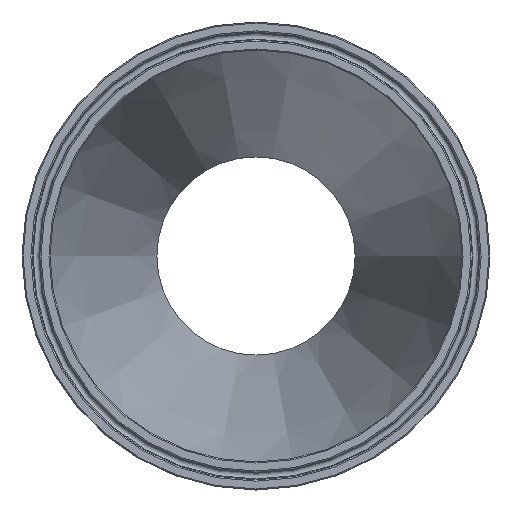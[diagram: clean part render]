
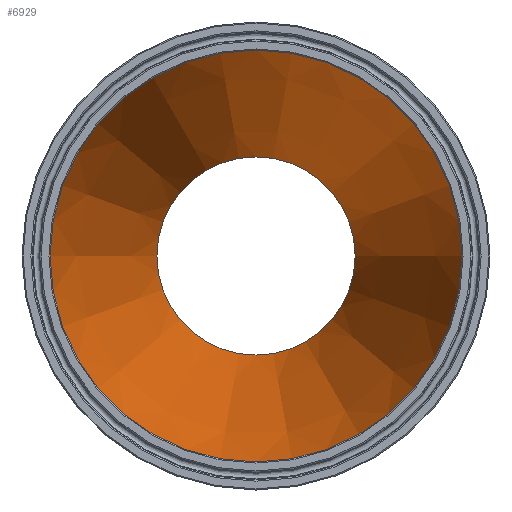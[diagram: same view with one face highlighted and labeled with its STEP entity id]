
A CAD part, left-side view. The second image highlights one B-rep face of the part: STEP entity #6929.
In plain terms, the highlighted conical face has half-angle 15.255 degrees and reference radius 54.381 mm.
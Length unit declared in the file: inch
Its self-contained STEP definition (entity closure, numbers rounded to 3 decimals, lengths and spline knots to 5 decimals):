
#99=FACE_BOUND('',#1268,.T.);
#847=FACE_OUTER_BOUND('',#1267,.T.);
#1267=EDGE_LOOP('',(#6435));
#1268=EDGE_LOOP('',(#6436));
#1428=CIRCLE('',#7282,1.391);
#1430=CIRCLE('',#7285,2.891);
#3391=VERTEX_POINT('',#15416);
#3393=VERTEX_POINT('',#15421);
#4415=EDGE_CURVE('',#3391,#3391,#1428,.T.);
#4417=EDGE_CURVE('',#3393,#3393,#1430,.T.);
#6435=ORIENTED_EDGE('',*,*,#4417,.F.);
#6436=ORIENTED_EDGE('',*,*,#4415,.T.);
#6517=CONICAL_SURFACE('',#7284,2.141,15.255);
#6929=ADVANCED_FACE('',(#847,#99),#6517,.F.);
#7282=AXIS2_PLACEMENT_3D('',#15417,#8422,#8423);
#7284=AXIS2_PLACEMENT_3D('',#15420,#8426,#8427);
#7285=AXIS2_PLACEMENT_3D('',#15422,#8428,#8429);
#8422=DIRECTION('center_axis',(1.,0.,0.));
#8423=DIRECTION('ref_axis',(0.,-1.,0.));
#8426=DIRECTION('center_axis',(-1.,0.,0.));
#8427=DIRECTION('ref_axis',(0.,-1.,0.));
#8428=DIRECTION('center_axis',(1.,0.,0.));
#8429=DIRECTION('ref_axis',(0.,-1.,0.));
#15416=CARTESIAN_POINT('',(5.5,-1.391,0.));
#15417=CARTESIAN_POINT('Origin',(5.5,0.,0.));
#15420=CARTESIAN_POINT('Origin',(2.75,0.,0.));
#15421=CARTESIAN_POINT('',(0.,-2.891,0.));
#15422=CARTESIAN_POINT('Origin',(0.,0.,0.));
